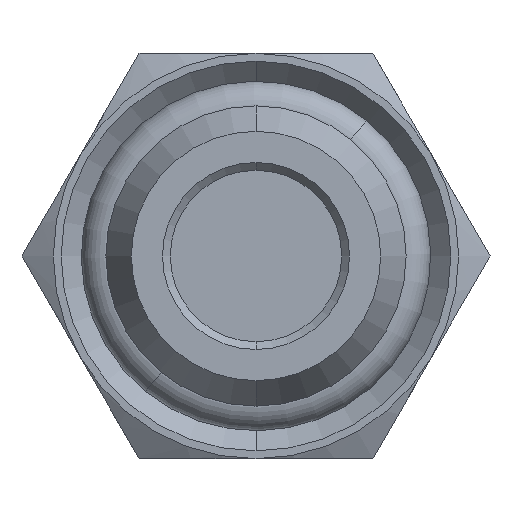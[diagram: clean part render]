
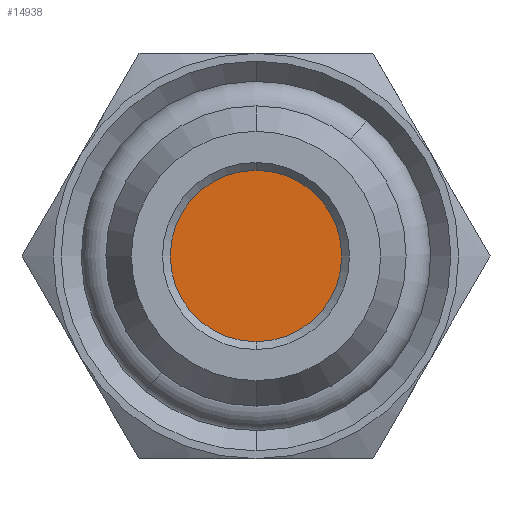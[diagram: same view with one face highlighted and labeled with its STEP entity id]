
A CAD part, front view. The second image highlights one B-rep face of the part: STEP entity #14938.
In plain terms, the highlighted planar face has unit normal (0, -1, 0).
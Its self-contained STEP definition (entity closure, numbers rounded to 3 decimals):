
#6188 = AXIS2_PLACEMENT_3D ( 'NONE', #6390, #6391, #6392 ) ;
#6382 = PLANE ( 'NONE',  #6188 ) ;
#6390 = CARTESIAN_POINT ( 'NONE',  ( 0., -13.932, 0. ) ) ;
#6391 = DIRECTION ( 'NONE',  ( 0., -1., 0. ) ) ;
#6392 = DIRECTION ( 'NONE',  ( 0., 0., -1. ) ) ;
#6667 = VERTEX_POINT ( 'NONE', #19058 ) ;
#6668 = VERTEX_POINT ( 'NONE', #19059 ) ;
#6829 = AXIS2_PLACEMENT_3D ( 'NONE', #14198, #14199, #14200 ) ;
#6830 = AXIS2_PLACEMENT_3D ( 'NONE', #14202, #14203, #14204 ) ;
#7046 = CIRCLE ( 'NONE', #6829, 2.75 ) ;
#7057 = CIRCLE ( 'NONE', #6830, 2.75 ) ;
#10682 = FACE_OUTER_BOUND ( 'NONE', #19631, .T. ) ;
#14198 = CARTESIAN_POINT ( 'NONE',  ( 0., -13.932, 0. ) ) ;
#14199 = DIRECTION ( 'NONE',  ( 0., -1., 0. ) ) ;
#14200 = DIRECTION ( 'NONE',  ( 0., 0., -1. ) ) ;
#14202 = CARTESIAN_POINT ( 'NONE',  ( 0., -13.932, 0. ) ) ;
#14203 = DIRECTION ( 'NONE',  ( 0., -1., 0. ) ) ;
#14204 = DIRECTION ( 'NONE',  ( 0., 0., -1. ) ) ;
#14938 = ADVANCED_FACE ( 'NONE', ( #10682 ), #6382, .T. ) ;
#19058 = CARTESIAN_POINT ( 'NONE',  ( 0., -13.932, 2.75 ) ) ;
#19059 = CARTESIAN_POINT ( 'NONE',  ( 0., -13.932, -2.75 ) ) ;
#19465 = ORIENTED_EDGE ( 'NONE', *, *, #21821, .T. ) ;
#19466 = ORIENTED_EDGE ( 'NONE', *, *, #21820, .T. ) ;
#19631 = EDGE_LOOP ( 'NONE', ( #19465, #19466 ) ) ;
#21820 = EDGE_CURVE ( 'NONE', #6668, #6667, #7046, .T. ) ;
#21821 = EDGE_CURVE ( 'NONE', #6667, #6668, #7057, .T. ) ;
